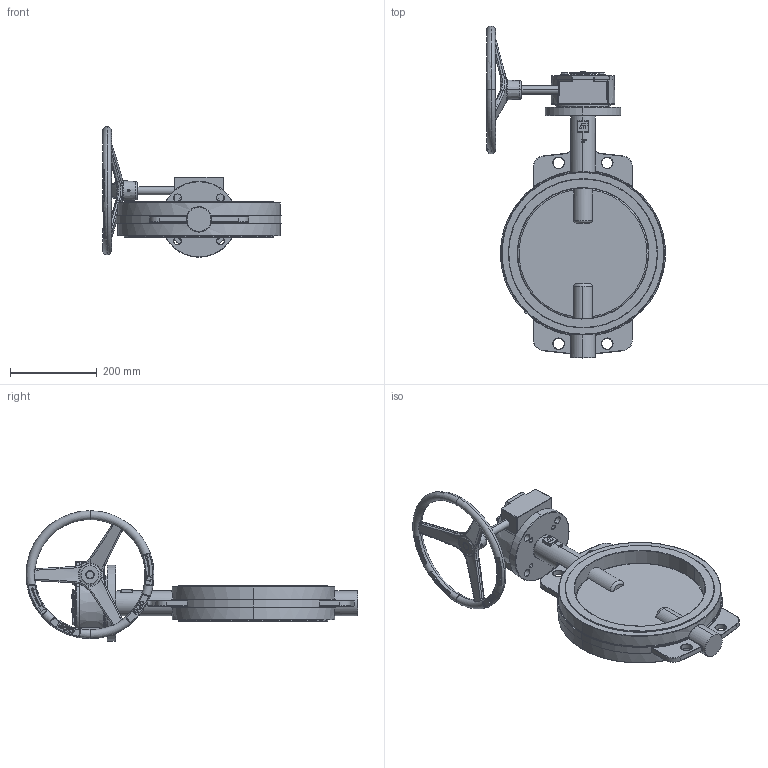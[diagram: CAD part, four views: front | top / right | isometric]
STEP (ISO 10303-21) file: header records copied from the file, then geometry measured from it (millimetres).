
FILE_DESCRIPTION (( 'STEP AP214' ), '1' );
FILE_NAME ('OS-W1-1200-XXX-G.step', '2019-08-12T18:32:46', ( '' ), ( '' ), 'SwSTEP 2.0', 'SolidWorks 2019', '' );
FILE_SCHEMA (( 'AUTOMOTIVE_DESIGN' ));
Length unit declared in the file: inch
Products named in the file (41): 25202; 25055; spring pin slotted_ai; 25140; flat washer narrow_am; 25203; flat washer narrow_am_B18.22M - Plain washer, 8 mm, narrow; hex cap screw_am; pan cross head_am_B18.6.7M - M5 x 0.8 x 8 Type I Cross Recessed PHMS --8N; 25054; pan cross head_am; 25059; spring pin slotted_ai_SPS 0.2188x1.75; socket set screw flat point_am; G-XX-0800 GEAR OPERATOR SQUARE DRIVE_CLOSED; 25057; 25058; OS-W1-1200-XXX_CLOSED; OS-W1-1200-XXX-G; hex cap screw_am_B18.2.3.1M - Hex cap screw, M8 x 1.25 x 12 --12N; 25115; 25056; socket set screw flat point_am_B18.3.6M - M6 x 1.0 x 8 Hex Socket Flat Pt. SS --N
Assembly tree (25 placements, depth 3):
  25202
  spring pin slotted_ai
  25140
  flat washer narrow_am
  25203
Bounding box: 411.8 x 765.33 x 300.98 mm (x, y, z)
Volume: 7055981.5 mm3; surface area: 1003392 mm2
Topology: 24 solids, 24 shells, 1110 faces, 2710 edges, 1674 vertices
Faces by surface type: plane 412, cylinder 286, bspline 200, torus 116, cone 83, sphere 13
Entity records: 43027 total; most frequent: CARTESIAN_POINT 19803, ORIENTED_EDGE 4776, DIRECTION 4130, EDGE_CURVE 2388, AXIS2_PLACEMENT_3D 1547, VERTEX_POINT 1504, EDGE_LOOP 1094, VECTOR 1036
